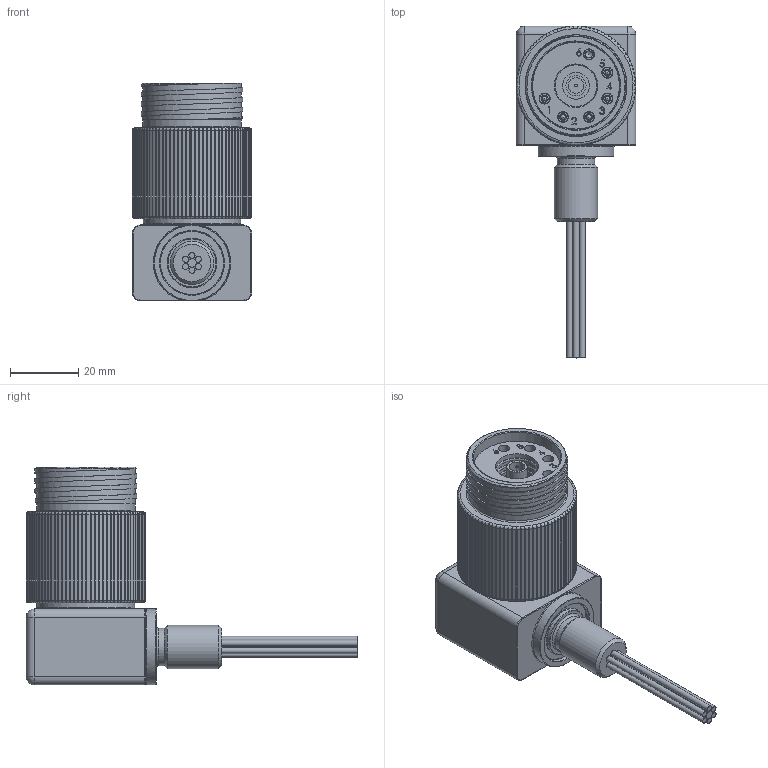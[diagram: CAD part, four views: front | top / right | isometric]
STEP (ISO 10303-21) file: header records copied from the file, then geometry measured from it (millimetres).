
FILE_DESCRIPTION(/* description */ ('','CAx-IF Rec.Pracs.---Representation and Presentation of Product Manufacturing Information (PMI)---4.0---2014-10-13'),/* implementation_level */ '2;1');
FILE_NAME(/* name */ 'HF75CXBHRA6F RADLSA-M.stp',/* time_stamp */ '2024-04-23T10:18:25+02:00',/* author */ ('sh'),/* organization */ (''),/* preprocessor_version */ 'ST-DEVELOPER v19.2',/* originating_system */ 'Autodesk Inventor 2023',/* authorisation */ '');
FILE_SCHEMA (('AP242_MANAGED_MODEL_BASED_3D_ENGINEERING_MIM_LF { 1 0 10303 442 1 1 4 }'));
Length unit declared in the file: millimetre
Products named in the file (1): 01506214
Bounding box: 34.92 x 97.03 x 63.71 mm (x, y, z)
Volume: 55352 mm3; surface area: 25481.9 mm2
Topology: 2 solids, 22 shells, 794 faces, 2087 edges, 1360 vertices
Faces by surface type: plane 396, cylinder 206, torus 94, bspline 51, cone 43, sphere 4
Full cylindrical faces by diameter (mm): 0.762 x1, 1.321 x6, 1.778 x3, 2.032 x6, 2.037 x6, 2.057 x6, 2.743 x6, 2.845 x1, 3.175 x18, 3.759 x1, 4.572 x1, 5.893 x1, 6.858 x1, 6.96 x1, 7.874 x2, 8.484 x1, 8.89 x1, 10.922 x1, 12.7 x6, 14.275 x1, 15.875 x1, 17.475 x1, 18.694 x1, 19.05 x1, 22.225 x1, 23.749 x1, 25.4 x1, 25.654 x1, 28.575 x2, 28.804 x1
Entity records: 31091 total; most frequent: CARTESIAN_POINT 11086, ORIENTED_EDGE 4140, DIRECTION 3775, EDGE_CURVE 2070, AXIS2_PLACEMENT_3D 1507, VERTEX_POINT 1360, EDGE_LOOP 862, STYLED_ITEM 799
